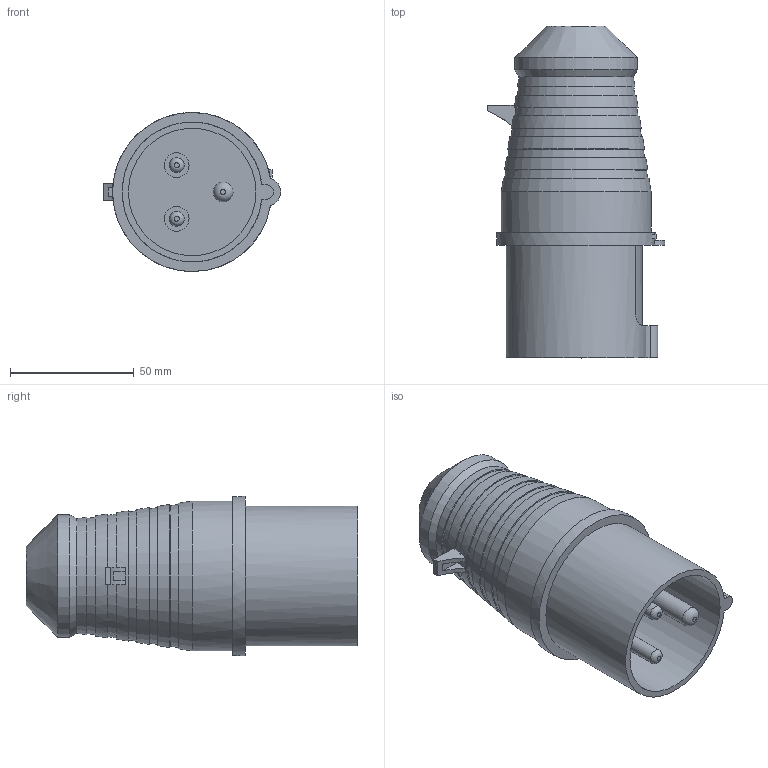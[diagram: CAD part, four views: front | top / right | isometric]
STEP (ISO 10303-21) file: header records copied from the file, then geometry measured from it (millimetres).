
FILE_DESCRIPTION (( 'STEP AP203' ), '1' );
FILE_NAME ('ps-023-32-220.ÃÌ Âèëêà ïåðåíîñíàÿ 023 2Ð+ÐÅ 32À 220Â IP44 EKF.STEP', '2025-10-01T09:43:56', ( '' ), ( '' ), 'SwSTEP 2.0', 'SolidWorks 2021', '' );
FILE_SCHEMA (( 'CONFIG_CONTROL_DESIGN' ));
Length unit declared in the file: millimetre
Products named in the file (3): Êîïèÿ Òûëüíàÿ-îáùàÿ^ps-023-32-220.ÃÌ Âèëêà ïåðåíîñíàÿ 023 2Ð+ÐÅ 32À 220Â IP44 EKF_00; Êîïèÿ ps-023-32-220 âèëêà^ps-023-32-220.ÃÌ Âèëêà ïåðåíîñíàÿ 023 2Ð+ÐÅ 32À 220Â IP44 EKF_00; ps-023-32-220.ÃÌ Âèëêà ïåðåíîñíàÿ 023 2Ð+ÐÅ 32À 220Â IP44 EKF
Assembly tree (2 placements, depth 2):
  ps-023-32-220.ÃÌ Âèëêà ïåðåíîñíàÿ 023 2Ð+ÐÅ 32À 220Â IP44 EKF
    Êîïèÿ ps-023-32-220 âèëêà^ps-023-32-220.ÃÌ Âèëêà ïåðåíîñíàÿ 023 2Ð+ÐÅ 32À 220Â IP44 EKF_00
    Êîïèÿ Òûëüíàÿ-îáùàÿ^ps-023-32-220.ÃÌ Âèëêà ïåðåíîñíàÿ 023 2Ð+ÐÅ 32À 220Â IP44 EKF_00
Bounding box: 71.64 x 134 x 64.25 mm (x, y, z)
Volume: 218612.7 mm3; surface area: 45787.7 mm2
Topology: 2 solids, 2 shells, 81 faces, 179 edges, 111 vertices
Faces by surface type: plane 36, cone 23, cylinder 19, torus 3
Full cylindrical faces by diameter (mm): 5.15 x1, 6 x2, 6.65 x1, 8 x1, 10 x2, 49.5 x1, 51.5 x1, 60.5 x1, 64.25 x1
Entity records: 2381 total; most frequent: CARTESIAN_POINT 436, DIRECTION 366, ORIENTED_EDGE 278, AXIS2_PLACEMENT_3D 155, EDGE_CURVE 139, EDGE_LOOP 124, VERTEX_POINT 105, FACE_OUTER_BOUND 95
